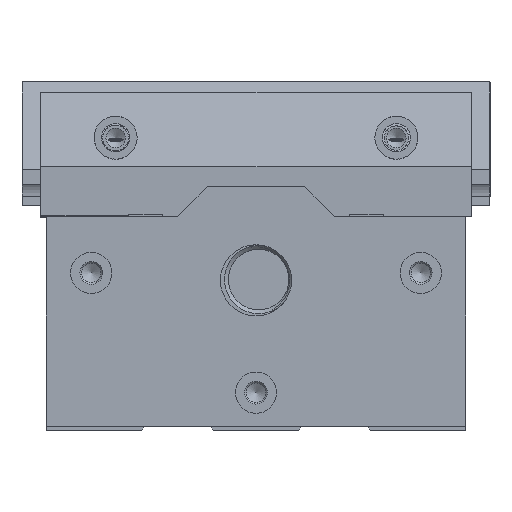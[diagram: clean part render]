
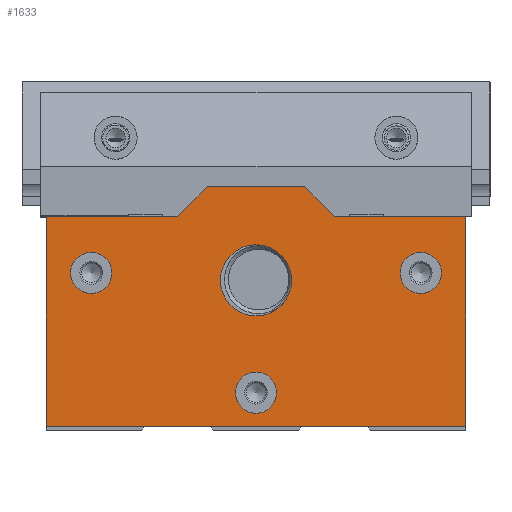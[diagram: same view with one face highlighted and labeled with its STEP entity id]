
A CAD part, left-side view. The second image highlights one B-rep face of the part: STEP entity #1633.
In plain terms, the highlighted planar face has unit normal (-1, 0, 0).
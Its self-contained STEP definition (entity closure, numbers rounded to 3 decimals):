
#665=FACE_BOUND('',#3093,.T.);
#666=FACE_BOUND('',#3094,.T.);
#667=FACE_BOUND('',#3095,.T.);
#668=FACE_BOUND('',#3096,.T.);
#669=FACE_BOUND('',#3097,.T.);
#1163=CIRCLE('',#10948,5.5);
#1164=CIRCLE('',#10949,5.5);
#1165=CIRCLE('',#10950,5.5);
#1166=CIRCLE('',#10951,9.5);
#1633=ADVANCED_FACE('',(#665,#666,#667,#668,#669),#2134,.T.);
#2134=PLANE('',#10952);
#3093=EDGE_LOOP('',(#4979));
#3094=EDGE_LOOP('',(#4980));
#3095=EDGE_LOOP('',(#4981));
#3096=EDGE_LOOP('',(#4982));
#3097=EDGE_LOOP('',(#4983,#4984,#4985,#4986,#4987,#4988,#4989,#4990));
#4979=ORIENTED_EDGE('',*,*,#7963,.F.);
#4980=ORIENTED_EDGE('',*,*,#7964,.T.);
#4981=ORIENTED_EDGE('',*,*,#7965,.T.);
#4982=ORIENTED_EDGE('',*,*,#7966,.T.);
#4983=ORIENTED_EDGE('',*,*,#7967,.T.);
#4984=ORIENTED_EDGE('',*,*,#7968,.T.);
#4985=ORIENTED_EDGE('',*,*,#7955,.T.);
#4986=ORIENTED_EDGE('',*,*,#7969,.F.);
#4987=ORIENTED_EDGE('',*,*,#7970,.T.);
#4988=ORIENTED_EDGE('',*,*,#7971,.T.);
#4989=ORIENTED_EDGE('',*,*,#7960,.T.);
#4990=ORIENTED_EDGE('',*,*,#7972,.T.);
#6757=VERTEX_POINT('',#16372);
#6758=VERTEX_POINT('',#16373);
#6761=VERTEX_POINT('',#16381);
#6763=VERTEX_POINT('',#16384);
#6765=VERTEX_POINT('',#16390);
#6766=VERTEX_POINT('',#16392);
#6767=VERTEX_POINT('',#16394);
#6768=VERTEX_POINT('',#16396);
#6769=VERTEX_POINT('',#16398);
#6770=VERTEX_POINT('',#16399);
#6771=VERTEX_POINT('',#16402);
#6772=VERTEX_POINT('',#16404);
#7955=EDGE_CURVE('',#6757,#6758,#9061,.T.);
#7960=EDGE_CURVE('',#6763,#6761,#9066,.T.);
#7963=EDGE_CURVE('',#6765,#6765,#1163,.T.);
#7964=EDGE_CURVE('',#6766,#6766,#1164,.T.);
#7965=EDGE_CURVE('',#6767,#6767,#1165,.T.);
#7966=EDGE_CURVE('',#6768,#6768,#1166,.T.);
#7967=EDGE_CURVE('',#6769,#6770,#9069,.T.);
#7968=EDGE_CURVE('',#6770,#6757,#9070,.T.);
#7969=EDGE_CURVE('',#6771,#6758,#9071,.T.);
#7970=EDGE_CURVE('',#6771,#6772,#9072,.T.);
#7971=EDGE_CURVE('',#6772,#6763,#9073,.T.);
#7972=EDGE_CURVE('',#6761,#6769,#9074,.T.);
#9061=LINE('',#16371,#9985);
#9066=LINE('',#16383,#9990);
#9069=LINE('',#16397,#9993);
#9070=LINE('',#16400,#9994);
#9071=LINE('',#16401,#9995);
#9072=LINE('',#16403,#9996);
#9073=LINE('',#16405,#9997);
#9074=LINE('',#16406,#9998);
#9985=VECTOR('',#12914,1.);
#9990=VECTOR('',#12921,1.);
#9993=VECTOR('',#12934,1.);
#9994=VECTOR('',#12935,1.);
#9995=VECTOR('',#12936,1.);
#9996=VECTOR('',#12937,1.);
#9997=VECTOR('',#12938,1.);
#9998=VECTOR('',#12939,1.);
#10948=AXIS2_PLACEMENT_3D('',#16389,#12926,#12927);
#10949=AXIS2_PLACEMENT_3D('',#16391,#12928,#12929);
#10950=AXIS2_PLACEMENT_3D('',#16393,#12930,#12931);
#10951=AXIS2_PLACEMENT_3D('',#16395,#12932,#12933);
#10952=AXIS2_PLACEMENT_3D('',#16407,#12940,#12941);
#12914=DIRECTION('',(0.,1.,0.));
#12921=DIRECTION('',(0.,1.,0.));
#12926=DIRECTION('',(-1.,0.,0.));
#12927=DIRECTION('',(0.,0.,1.));
#12928=DIRECTION('',(1.,0.,0.));
#12929=DIRECTION('',(0.,0.,1.));
#12930=DIRECTION('',(1.,0.,0.));
#12931=DIRECTION('',(0.,0.,1.));
#12932=DIRECTION('',(1.,0.,0.));
#12933=DIRECTION('',(0.,0.,1.));
#12934=DIRECTION('',(0.,1.,0.));
#12935=DIRECTION('',(0.,0.707,-0.707));
#12936=DIRECTION('',(0.,0.,1.));
#12937=DIRECTION('',(0.,-1.,0.));
#12938=DIRECTION('',(0.,0.,1.));
#12939=DIRECTION('',(0.,0.707,0.707));
#12940=DIRECTION('',(-1.,0.,0.));
#12941=DIRECTION('',(0.,0.,-1.));
#16371=CARTESIAN_POINT('',(-10.,56.,57.35));
#16372=CARTESIAN_POINT('',(-10.,77.,57.35));
#16373=CARTESIAN_POINT('',(-10.,112.,57.35));
#16381=CARTESIAN_POINT('',(-10.,35.,57.35));
#16383=CARTESIAN_POINT('',(-10.,56.,57.35));
#16384=CARTESIAN_POINT('',(-10.,0.,57.35));
#16389=CARTESIAN_POINT('',(-10.,12.,42.35));
#16390=CARTESIAN_POINT('',(-10.,12.,47.85));
#16391=CARTESIAN_POINT('',(-10.,56.,10.35));
#16392=CARTESIAN_POINT('',(-10.,56.,15.85));
#16393=CARTESIAN_POINT('',(-10.,100.,42.35));
#16394=CARTESIAN_POINT('',(-10.,100.,47.85));
#16395=CARTESIAN_POINT('',(-10.,56.,40.35));
#16396=CARTESIAN_POINT('',(-10.,56.,49.85));
#16397=CARTESIAN_POINT('',(-10.,35.,65.35));
#16398=CARTESIAN_POINT('',(-10.,43.,65.35));
#16399=CARTESIAN_POINT('',(-10.,69.,65.35));
#16400=CARTESIAN_POINT('',(-10.,95.,39.35));
#16401=CARTESIAN_POINT('',(-10.,112.,0.35));
#16402=CARTESIAN_POINT('',(-10.,112.,1.35));
#16403=CARTESIAN_POINT('',(-10.,56.,1.35));
#16404=CARTESIAN_POINT('',(-10.,0.,1.35));
#16405=CARTESIAN_POINT('',(-10.,0.,0.35));
#16406=CARTESIAN_POINT('',(-10.,17.,39.35));
#16407=CARTESIAN_POINT('',(-10.,56.,0.35));
